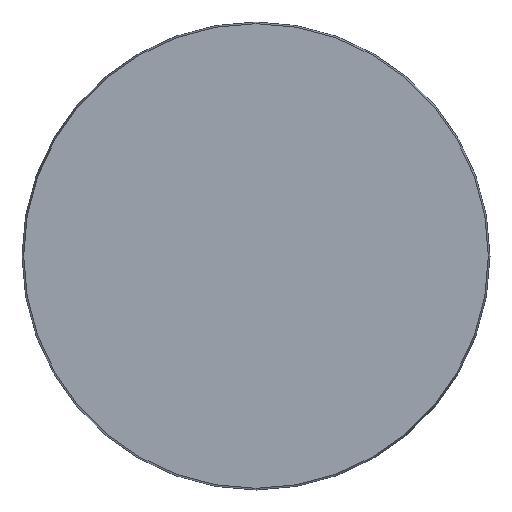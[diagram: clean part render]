
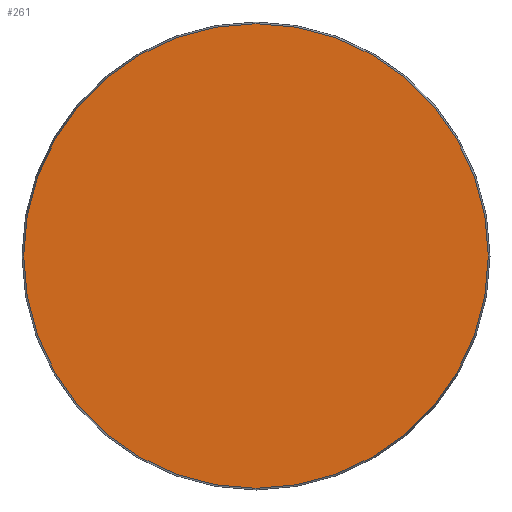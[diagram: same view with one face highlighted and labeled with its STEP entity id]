
A CAD part, front view. The second image highlights one B-rep face of the part: STEP entity #261.
In plain terms, the highlighted planar face has unit normal (0, -1, 0).
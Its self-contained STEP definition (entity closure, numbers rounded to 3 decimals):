
#58 = AXIS2_PLACEMENT_3D ( 'NONE', #461, #407, #464 ) ;
#97 = DIRECTION ( 'NONE',  ( 0., 0., -1. ) ) ;
#154 = CIRCLE ( 'NONE', #381, 78.425 ) ;
#174 = PLANE ( 'NONE',  #58 ) ;
#234 = FACE_OUTER_BOUND ( 'NONE', #601, .T. ) ;
#261 = ADVANCED_FACE ( 'NONE', ( #234 ), #174, .F. ) ;
#351 = CARTESIAN_POINT ( 'NONE',  ( 0., 0., -78.425 ) ) ;
#374 = ORIENTED_EDGE ( 'NONE', *, *, #520, .T. ) ;
#381 = AXIS2_PLACEMENT_3D ( 'NONE', #735, #682, #97 ) ;
#407 = DIRECTION ( 'NONE',  ( 0., 1., 0. ) ) ;
#461 = CARTESIAN_POINT ( 'NONE',  ( -78.425, 0., 0. ) ) ;
#464 = DIRECTION ( 'NONE',  ( 0., 0., 1. ) ) ;
#520 = EDGE_CURVE ( 'NONE', #722, #722, #154, .T. ) ;
#601 = EDGE_LOOP ( 'NONE', ( #374 ) ) ;
#682 = DIRECTION ( 'NONE',  ( 0., -1., 0. ) ) ;
#722 = VERTEX_POINT ( 'NONE', #351 ) ;
#735 = CARTESIAN_POINT ( 'NONE',  ( 0., 0., 0. ) ) ;
